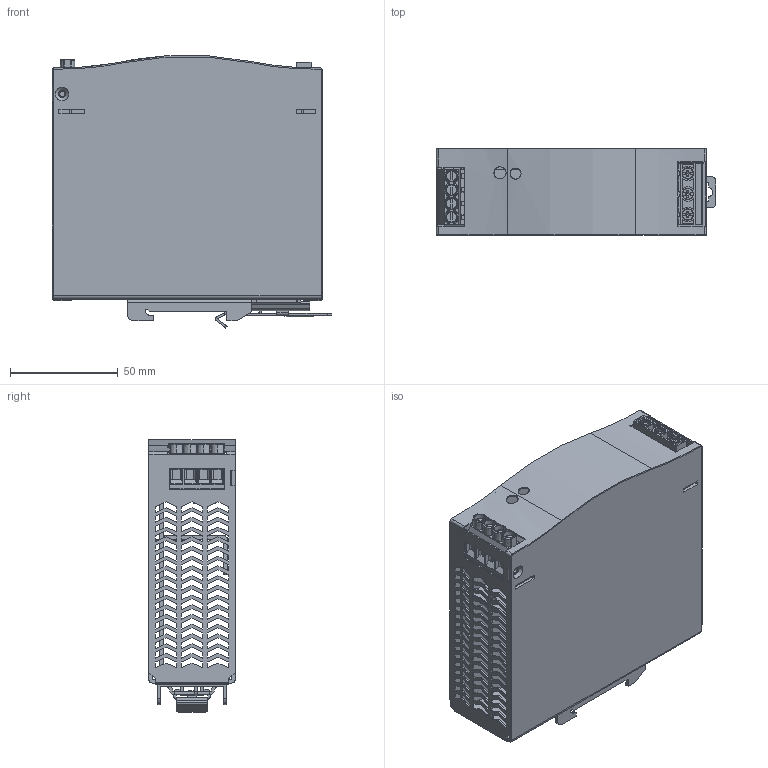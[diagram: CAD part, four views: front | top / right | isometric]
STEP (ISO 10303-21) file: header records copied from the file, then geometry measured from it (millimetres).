
FILE_DESCRIPTION(/* description */ (''),/* implementation_level */ '2;1');
FILE_NAME(/* name */ 'MHR120.stp',/* time_stamp */ '2023-07-21T15:00:23+08:00',/* author */ (''),/* organization */ (''),/* preprocessor_version */ 'ST-DEVELOPER v19.3',/* originating_system */ 'SIEMENS PLM Software NX2212.3001',/* authorisation */ '');
FILE_SCHEMA (('AP203_CONFIGURATION_CONTROLLED_3D_DESIGN_OF_MECHANICAL_PARTS_AND_ASSEMBLIES_MIM_LF { 1 0 10303 403 2 1 2}'));
Products named in the file (11): A04SJKK00000009; A04WJAZP0000010; A04WJSRP0000040; MHR120-PCB; A04WJSRP0000042; A01J1DZP0000045; A01J1DZP0000088; A04WJJSK0000082; A04WJJSK0000083; MQR120&150-A01安装片装配; MHR120
Assembly tree (10 placements, depth 3):
  MHR120
    A04WJJSK0000083
    A04WJJSK0000082
    MQR120&150-A01安装片装配
      A04WJAZP0000010
      A04SJKK00000009
    A01J1DZP0000088
    A01J1DZP0000045
    A04WJSRP0000042
    MHR120-PCB
    A04WJSRP0000040
Bounding box: 129.53 x 40 x 126.17 mm (x, y, z)
Volume: 95653.3 mm3; surface area: 135010.1 mm2
Topology: 16 solids, 16 shells, 2016 faces, 5778 edges, 3805 vertices
Faces by surface type: plane 1383, cylinder 422, cone 95, torus 94, bspline 14, sphere 8
Full cylindrical faces by diameter (mm): 2.5 x13, 3.5 x16, 4 x5, 5 x3, 5.2 x6, 6 x2
Entity records: 71943 total; most frequent: CARTESIAN_POINT 18492, ORIENTED_EDGE 11294, DIRECTION 9981, EDGE_CURVE 5647, LINE 4107, VECTOR 4107, VERTEX_POINT 3770, AXIS2_PLACEMENT_3D 2937
